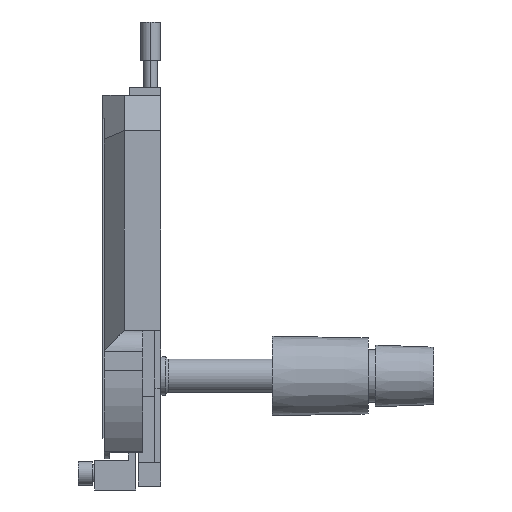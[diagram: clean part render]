
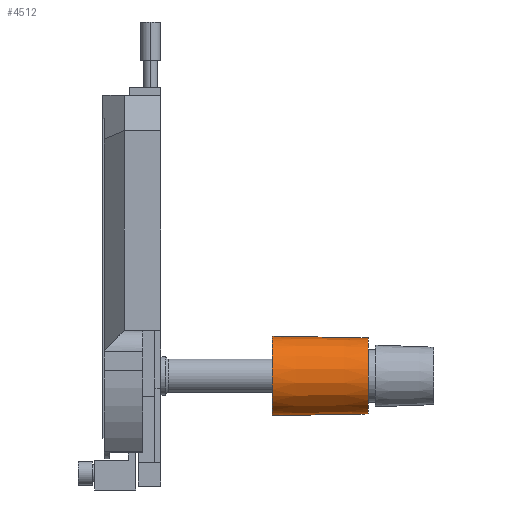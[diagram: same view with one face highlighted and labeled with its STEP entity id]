
A CAD part, left-side view. The second image highlights one B-rep face of the part: STEP entity #4512.
In plain terms, the highlighted conical face has half-angle 1.074 degrees and reference radius 16.625 mm.
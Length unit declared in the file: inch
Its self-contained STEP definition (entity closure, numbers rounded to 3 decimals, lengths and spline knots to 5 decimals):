
#492 = DIRECTION ( 'NONE',  ( 0., 1., 0.019 ) ) ;
#579 = VERTEX_POINT ( 'NONE', #6845 ) ;
#639 = EDGE_CURVE ( 'NONE', #8766, #7541, #10736, .T. ) ;
#1015 = CARTESIAN_POINT ( 'NONE',  ( 8.31496, -1.83071, -4.62008 ) ) ;
#1238 = DIRECTION ( 'NONE',  ( 0., 1., 0. ) ) ;
#1636 = CIRCLE ( 'NONE', #11458, 0.65453 ) ;
#1693 = EDGE_CURVE ( 'NONE', #8766, #2293, #4587, .T. ) ;
#1856 = EDGE_LOOP ( 'NONE', ( #8792, #8204, #7945, #11543 ) ) ;
#2158 = CARTESIAN_POINT ( 'NONE',  ( 8.31496, -1.83071, -5.27461 ) ) ;
#2293 = VERTEX_POINT ( 'NONE', #10718 ) ;
#2305 = CARTESIAN_POINT ( 'NONE',  ( 8.31496, -1.83071, -3.96555 ) ) ;
#2931 = DIRECTION ( 'NONE',  ( 0., 1., 0. ) ) ;
#2956 = DIRECTION ( 'NONE',  ( 0., 0., 1. ) ) ;
#3174 = DIRECTION ( 'NONE',  ( 0., 1., -0.019 ) ) ;
#4219 = LINE ( 'NONE', #2305, #7496 ) ;
#4509 = FACE_OUTER_BOUND ( 'NONE', #1856, .T. ) ;
#4512 = ADVANCED_FACE ( 'NONE', ( #4509 ), #6922, .T. ) ;
#4533 = AXIS2_PLACEMENT_3D ( 'NONE', #4782, #1238, #2956 ) ;
#4587 = CIRCLE ( 'NONE', #4533, 0.625 ) ;
#4782 = CARTESIAN_POINT ( 'NONE',  ( 8.31496, -3.40551, -4.62008 ) ) ;
#5441 = EDGE_CURVE ( 'NONE', #2293, #579, #4219, .T. ) ;
#5752 = CARTESIAN_POINT ( 'NONE',  ( 8.31496, -3.40551, -5.24508 ) ) ;
#6561 = CARTESIAN_POINT ( 'NONE',  ( 8.31496, -1.83071, -4.62008 ) ) ;
#6605 = DIRECTION ( 'NONE',  ( 0., 1., 0. ) ) ;
#6845 = CARTESIAN_POINT ( 'NONE',  ( 8.31496, -1.83071, -3.96555 ) ) ;
#6922 = CONICAL_SURFACE ( 'NONE', #9141, 0.65453, 0.019 ) ;
#7421 = DIRECTION ( 'NONE',  ( 0., 0., 1. ) ) ;
#7427 = DIRECTION ( 'NONE',  ( 0., 0., 1. ) ) ;
#7496 = VECTOR ( 'NONE', #492, 39.37008 ) ;
#7541 = VERTEX_POINT ( 'NONE', #2158 ) ;
#7945 = ORIENTED_EDGE ( 'NONE', *, *, #5441, .T. ) ;
#8204 = ORIENTED_EDGE ( 'NONE', *, *, #1693, .T. ) ;
#8766 = VERTEX_POINT ( 'NONE', #5752 ) ;
#8792 = ORIENTED_EDGE ( 'NONE', *, *, #639, .F. ) ;
#9141 = AXIS2_PLACEMENT_3D ( 'NONE', #1015, #6605, #7427 ) ;
#9855 = EDGE_CURVE ( 'NONE', #7541, #579, #1636, .T. ) ;
#10566 = CARTESIAN_POINT ( 'NONE',  ( 8.31496, -1.83071, -5.27461 ) ) ;
#10718 = CARTESIAN_POINT ( 'NONE',  ( 8.31496, -3.40551, -3.99508 ) ) ;
#10736 = LINE ( 'NONE', #10566, #11011 ) ;
#11011 = VECTOR ( 'NONE', #3174, 39.37008 ) ;
#11458 = AXIS2_PLACEMENT_3D ( 'NONE', #6561, #2931, #7421 ) ;
#11543 = ORIENTED_EDGE ( 'NONE', *, *, #9855, .F. ) ;
